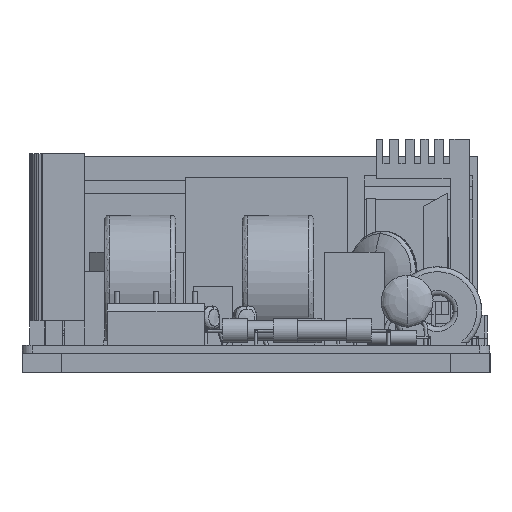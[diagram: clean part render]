
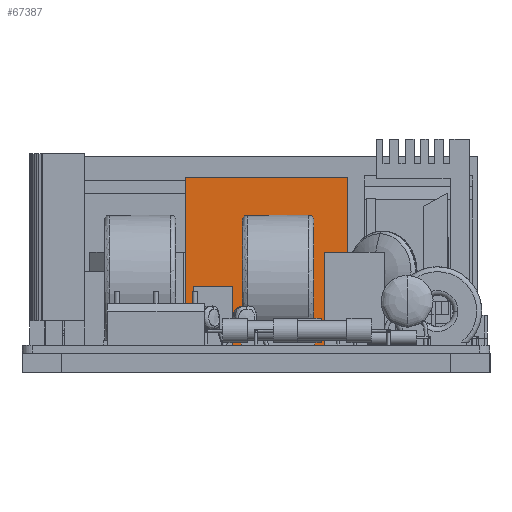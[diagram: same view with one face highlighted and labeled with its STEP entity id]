
A CAD part, left-side view. The second image highlights one B-rep face of the part: STEP entity #67387.
In plain terms, the highlighted face is planar.
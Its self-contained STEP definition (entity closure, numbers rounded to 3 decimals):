
#67092=DIRECTION('',(1.,0.,0.));
#67093=VECTOR('',#67092,5.5);
#67094=CARTESIAN_POINT('',(12.75,-1.,18.));
#67095=LINE('',#67094,#67093);
#67096=DIRECTION('',(0.,0.,-1.));
#67097=VECTOR('',#67096,36.);
#67098=CARTESIAN_POINT('',(18.25,-1.,18.));
#67099=LINE('',#67098,#67097);
#67100=DIRECTION('',(-1.,0.,0.));
#67101=VECTOR('',#67100,5.5);
#67102=CARTESIAN_POINT('',(18.25,-1.,-18.));
#67103=LINE('',#67102,#67101);
#67104=DIRECTION('',(0.,0.,1.));
#67105=VECTOR('',#67104,33.);
#67106=CARTESIAN_POINT('',(-16.25,-1.,-16.5));
#67107=LINE('',#67106,#67105);
#67108=DIRECTION('',(1.,0.,0.));
#67109=VECTOR('',#67108,29.);
#67110=CARTESIAN_POINT('',(-16.25,-1.,16.5));
#67111=LINE('',#67110,#67109);
#67112=DIRECTION('',(0.,0.,-1.));
#67113=VECTOR('',#67112,1.5);
#67114=CARTESIAN_POINT('',(12.75,-1.,18.));
#67115=LINE('',#67114,#67113);
#67136=DIRECTION('',(1.,0.,0.));
#67137=VECTOR('',#67136,29.);
#67138=CARTESIAN_POINT('',(-16.25,-1.,-16.5));
#67139=LINE('',#67138,#67137);
#67144=DIRECTION('',(0.,0.,-1.));
#67145=VECTOR('',#67144,1.5);
#67146=CARTESIAN_POINT('',(12.75,-1.,-16.5));
#67147=LINE('',#67146,#67145);
#67300=CARTESIAN_POINT('',(12.75,-1.,18.));
#67301=CARTESIAN_POINT('',(12.75,-1.,16.5));
#67302=VERTEX_POINT('',#67300);
#67303=VERTEX_POINT('',#67301);
#67304=CARTESIAN_POINT('',(18.25,-1.,18.));
#67305=VERTEX_POINT('',#67304);
#67306=CARTESIAN_POINT('',(18.25,-1.,-18.));
#67307=VERTEX_POINT('',#67306);
#67308=CARTESIAN_POINT('',(12.75,-1.,-18.));
#67309=VERTEX_POINT('',#67308);
#67310=CARTESIAN_POINT('',(12.75,-1.,-16.5));
#67311=VERTEX_POINT('',#67310);
#67312=CARTESIAN_POINT('',(-16.25,-1.,-16.5));
#67313=VERTEX_POINT('',#67312);
#67314=CARTESIAN_POINT('',(-16.25,-1.,16.5));
#67315=VERTEX_POINT('',#67314);
#67364=CARTESIAN_POINT('',(0.,-1.,0.));
#67365=DIRECTION('',(0.,1.,0.));
#67366=DIRECTION('',(1.,0.,0.));
#67367=AXIS2_PLACEMENT_3D('',#67364,#67365,#67366);
#67368=PLANE('',#67367);
#67370=ORIENTED_EDGE('',*,*,#67369,.F.);
#67372=ORIENTED_EDGE('',*,*,#67371,.T.);
#67374=ORIENTED_EDGE('',*,*,#67373,.T.);
#67376=ORIENTED_EDGE('',*,*,#67375,.T.);
#67378=ORIENTED_EDGE('',*,*,#67377,.F.);
#67380=ORIENTED_EDGE('',*,*,#67379,.F.);
#67382=ORIENTED_EDGE('',*,*,#67381,.T.);
#67384=ORIENTED_EDGE('',*,*,#67383,.T.);
#67385=EDGE_LOOP('',(#67370,#67372,#67374,#67376,#67378,#67380,#67382,#67384));
#67386=FACE_OUTER_BOUND('',#67385,.F.);
#67369=EDGE_CURVE('',#67302,#67303,#67115,.T.);
#67371=EDGE_CURVE('',#67302,#67305,#67095,.T.);
#67373=EDGE_CURVE('',#67305,#67307,#67099,.T.);
#67375=EDGE_CURVE('',#67307,#67309,#67103,.T.);
#67377=EDGE_CURVE('',#67311,#67309,#67147,.T.);
#67379=EDGE_CURVE('',#67313,#67311,#67139,.T.);
#67381=EDGE_CURVE('',#67313,#67315,#67107,.T.);
#67383=EDGE_CURVE('',#67315,#67303,#67111,.T.);
#67387=ADVANCED_FACE('',(#67386),#67368,.F.);
